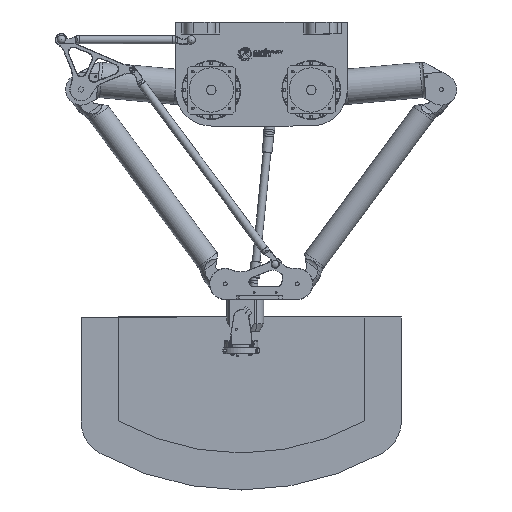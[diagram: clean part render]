
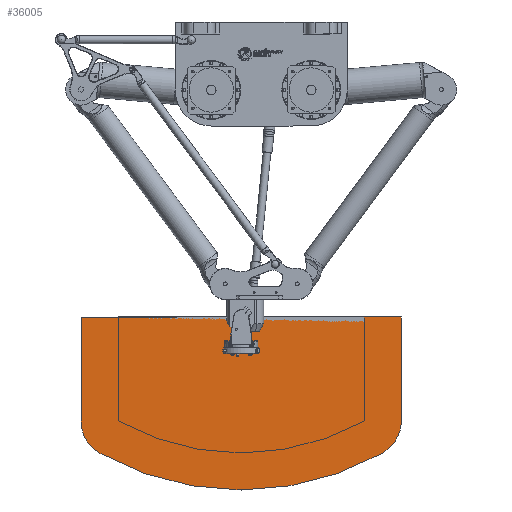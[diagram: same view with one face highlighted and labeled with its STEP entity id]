
A CAD part, left-side view. The second image highlights one B-rep face of the part: STEP entity #36005.
In plain terms, the highlighted face is planar.
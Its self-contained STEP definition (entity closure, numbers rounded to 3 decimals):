
#3236=FACE_OUTER_BOUND('',#5455,.T.);
#5455=EDGE_LOOP('',(#24457,#24458,#24459,#24460,#24461,#24462));
#8125=CIRCLE('',#38556,92.5);
#8126=CIRCLE('',#38557,724.149);
#8127=CIRCLE('',#38558,92.5);
#9999=LINE('',#53959,#12917);
#10000=LINE('',#53961,#12918);
#10001=LINE('',#53963,#12919);
#12917=VECTOR('',#42733,10.);
#12918=VECTOR('',#42734,10.);
#12919=VECTOR('',#42735,10.);
#15833=VERTEX_POINT('',#53957);
#15834=VERTEX_POINT('',#53958);
#15835=VERTEX_POINT('',#53960);
#15836=VERTEX_POINT('',#53962);
#15837=VERTEX_POINT('',#53964);
#15838=VERTEX_POINT('',#53966);
#19209=EDGE_CURVE('',#15833,#15834,#9999,.T.);
#19210=EDGE_CURVE('',#15835,#15833,#10000,.T.);
#19211=EDGE_CURVE('',#15836,#15835,#10001,.T.);
#19212=EDGE_CURVE('',#15837,#15836,#8125,.T.);
#19213=EDGE_CURVE('',#15838,#15837,#8126,.T.);
#19214=EDGE_CURVE('',#15834,#15838,#8127,.T.);
#24457=ORIENTED_EDGE('',*,*,#19209,.F.);
#24458=ORIENTED_EDGE('',*,*,#19210,.F.);
#24459=ORIENTED_EDGE('',*,*,#19211,.F.);
#24460=ORIENTED_EDGE('',*,*,#19212,.F.);
#24461=ORIENTED_EDGE('',*,*,#19213,.F.);
#24462=ORIENTED_EDGE('',*,*,#19214,.F.);
#34910=PLANE('',#38555);
#36005=ADVANCED_FACE('',(#3236),#34910,.F.);
#38555=AXIS2_PLACEMENT_3D('',#53956,#42731,#42732);
#38556=AXIS2_PLACEMENT_3D('',#53965,#42736,#42737);
#38557=AXIS2_PLACEMENT_3D('',#53967,#42738,#42739);
#38558=AXIS2_PLACEMENT_3D('',#53968,#42740,#42741);
#42731=DIRECTION('center_axis',(0.,0.,1.));
#42732=DIRECTION('ref_axis',(1.,0.,0.));
#42733=DIRECTION('',(0.,-1.,0.));
#42734=DIRECTION('',(-1.,0.,0.));
#42735=DIRECTION('',(0.,1.,0.));
#42736=DIRECTION('center_axis',(0.,0.,1.));
#42737=DIRECTION('ref_axis',(-0.487,0.873,0.));
#42738=DIRECTION('center_axis',(0.,0.,1.));
#42739=DIRECTION('ref_axis',(0.487,0.873,0.));
#42740=DIRECTION('center_axis',(0.,0.,1.));
#42741=DIRECTION('ref_axis',(0.996,0.087,0.));
#53956=CARTESIAN_POINT('Origin',(0.422,-185.888,-1.));
#53957=CARTESIAN_POINT('',(-399.5,0.,-1.));
#53958=CARTESIAN_POINT('',(-399.5,-268.039,-1.));
#53959=CARTESIAN_POINT('',(-399.5,-268.039,-1.));
#53960=CARTESIAN_POINT('',(400.5,0.,-1.));
#53961=CARTESIAN_POINT('',(-399.5,0.,-1.));
#53962=CARTESIAN_POINT('',(400.5,-260.,-1.));
#53963=CARTESIAN_POINT('',(400.5,0.,-1.));
#53964=CARTESIAN_POINT('',(353.057,-340.785,-1.));
#53965=CARTESIAN_POINT('Origin',(308.,-260.,-1.));
#53966=CARTESIAN_POINT('',(-352.407,-340.785,-1.));
#53967=CARTESIAN_POINT('Origin',(0.325,291.649,-1.));
#53968=CARTESIAN_POINT('Origin',(-307.35,-260.,-1.));
